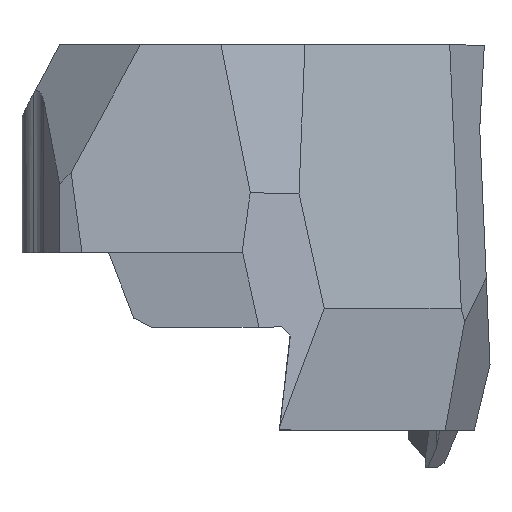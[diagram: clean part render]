
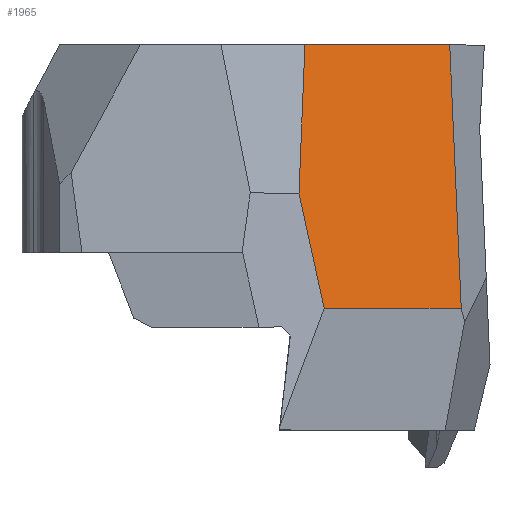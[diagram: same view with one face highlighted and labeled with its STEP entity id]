
A CAD part, top view. The second image highlights one B-rep face of the part: STEP entity #1965.
In plain terms, the highlighted planar face has unit normal (0.626, 0.07, 0.776).
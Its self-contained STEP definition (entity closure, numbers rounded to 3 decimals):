
#42=PLANE('',#2087);
#213=FACE_OUTER_BOUND('',#310,.T.);
#310=EDGE_LOOP('',(#1426,#1427,#1428,#1429,#1430));
#432=LINE('',#2765,#683);
#441=LINE('',#2784,#692);
#442=LINE('',#2786,#693);
#443=LINE('',#2787,#694);
#444=LINE('',#2788,#695);
#683=VECTOR('',#2247,1000.);
#692=VECTOR('',#2258,10.);
#693=VECTOR('',#2259,10.);
#694=VECTOR('',#2260,1000.);
#695=VECTOR('',#2261,10.);
#945=VERTEX_POINT('',#2763);
#946=VERTEX_POINT('',#2764);
#954=VERTEX_POINT('',#2782);
#955=VERTEX_POINT('',#2783);
#956=VERTEX_POINT('',#2785);
#1134=EDGE_CURVE('',#945,#946,#432,.T.);
#1143=EDGE_CURVE('',#954,#955,#441,.T.);
#1144=EDGE_CURVE('',#954,#956,#442,.F.);
#1145=EDGE_CURVE('',#946,#956,#443,.T.);
#1146=EDGE_CURVE('',#945,#955,#444,.F.);
#1426=ORIENTED_EDGE('',*,*,#1143,.F.);
#1427=ORIENTED_EDGE('',*,*,#1144,.T.);
#1428=ORIENTED_EDGE('',*,*,#1145,.F.);
#1429=ORIENTED_EDGE('',*,*,#1134,.F.);
#1430=ORIENTED_EDGE('',*,*,#1146,.T.);
#1965=ADVANCED_FACE('',(#213),#42,.T.);
#2087=AXIS2_PLACEMENT_3D('',#2781,#2256,#2257);
#2247=DIRECTION('',(-0.214,0.973,0.085));
#2256=DIRECTION('center_axis',(0.626,0.07,0.776));
#2257=DIRECTION('ref_axis',(0.778,0.,-0.628));
#2258=DIRECTION('',(0.044,-0.998,0.054));
#2259=DIRECTION('',(0.778,0.,-0.628));
#2260=DIRECTION('',(0.04,0.992,-0.121));
#2261=DIRECTION('',(-0.778,0.,0.628));
#2763=CARTESIAN_POINT('',(16.868,147.471,189.551));
#2764=CARTESIAN_POINT('',(14.214,159.549,190.607));
#2765=CARTESIAN_POINT('',(15.987,151.478,189.901));
#2781=CARTESIAN_POINT('Origin',(30.586,157.826,177.551));
#2782=CARTESIAN_POINT('',(30.036,175.138,176.439));
#2783=CARTESIAN_POINT('',(31.244,147.471,177.95));
#2784=CARTESIAN_POINT('',(30.639,161.335,177.193));
#2785=CARTESIAN_POINT('',(14.843,175.138,188.699));
#2786=CARTESIAN_POINT('',(27.423,175.138,178.548));
#2787=CARTESIAN_POINT('',(14.148,157.92,190.807));
#2788=CARTESIAN_POINT('',(30.988,147.471,178.157));
